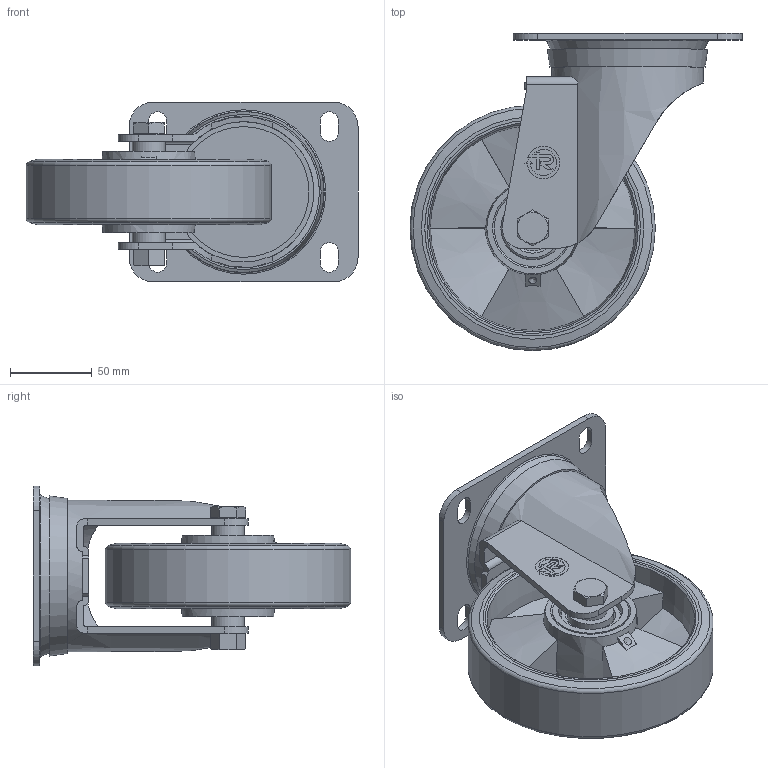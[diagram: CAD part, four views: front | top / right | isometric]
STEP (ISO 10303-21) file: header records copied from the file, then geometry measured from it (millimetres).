
FILE_DESCRIPTION( ( 'STEP AP214' ), ' ' );
FILE_NAME( '659604.stp', '2018-04-04T08:51:30', ( '' ), ( '' ), ' ', 'PARTsolutions', ' ' );
FILE_SCHEMA( ( 'AUTOMOTIVE_DESIGN { 1 0 10303 214 1 1 1 1 }' ) );
Length unit declared in the file: millimetre
Products named in the file (8): 659604; _653104; _Serie 65 AL S - 150-20; _SRP/M 150-140x110-b; _Bolt M12(20-150-40-80GREY); _Nut M12(150-40-20-60GREY); _Shaft 150-M12-40-20600; _Serie 65 AL HUB - 150-20
Assembly tree (8 placements, depth 2):
  659604
    _653104
    _Serie 65 AL S - 150-20
    _SRP/M 150-140x110-b
    _Bolt M12(20-150-40-80GREY)
    _Nut M12(150-40-20-60GREY)
    _Shaft 150-M12-40-20600
    _Serie 65 AL HUB - 150-20  x2
Bounding box: 203 x 194 x 110 mm (x, y, z)
Volume: 571448.1 mm3; surface area: 199935.2 mm2
Topology: 8 solids, 8 shells, 329 faces, 785 edges, 499 vertices
Faces by surface type: plane 178, cylinder 77, cone 52, torus 19, bspline 3
Full cylindrical faces by diameter (mm): 10.106 x1, 12 x4, 16.47 x1, 20 x3, 21 x2, 25 x1, 28 x4, 30.78 x4, 32 x1, 36.2 x4, 38.92 x4, 47 x4, 80 x1, 86 x1, 131.95 x2, 132 x2, 150 x1
Entity records: 12075 total; most frequent: CARTESIAN_POINT 2567, DIRECTION 1407, ORIENTED_EDGE 1356, EDGE_CURVE 678, AXIS2_PLACEMENT_3D 539, VERTEX_POINT 471, EDGE_LOOP 416, FACE_OUTER_BOUND 355
